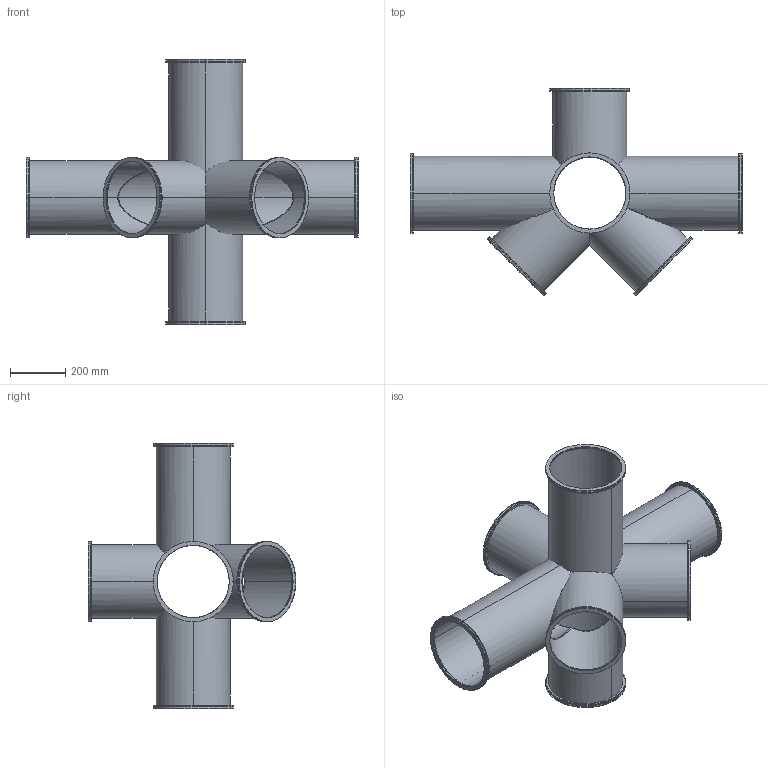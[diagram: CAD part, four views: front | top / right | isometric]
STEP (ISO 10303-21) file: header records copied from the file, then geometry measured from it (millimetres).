
FILE_DESCRIPTION(('FreeCAD Model'),'2;1');
FILE_NAME('justPipes.stp' ,'2018-04-24T18:22:42',('Author'),(''), 'Open CASCADE STEP processor 7.2','FreeCAD','Unknown');
FILE_SCHEMA(('AUTOMOTIVE_DESIGN { 1 0 10303 214 1 1 1 1 }'));
Length unit declared in the file: millimetre
Products named in the file (13): DN-250-ISO-G006; DN-250-ISO-G_AF001; SOLID007; DN-250-ISO-G008; DN-250-ISO-G009; SOLID006; DN-250-ISO-G007; DN-250-ISO-G010; DN-250-ISO-G011; SOLID008; SOLID009; SOLID010; SOLID011
Bounding box: 1200 x 751.23 x 960 mm (x, y, z)
Volume: 6323889 mm3; surface area: 4081243.1 mm2
Topology: 13 solids, 13 shells, 152 faces, 392 edges, 280 vertices
Faces by surface type: cylinder 96, plane 42, torus 14
Full cylindrical faces by diameter (mm): 260.6 x7, 261 x7, 267 x7, 285.2 x7, 290 x14
Entity records: 19400 total; most frequent: CARTESIAN_POINT 11729, DIRECTION 1258, ORIENTED_EDGE 784, PCURVE 784, DEFINITIONAL_REPRESENTATION 784, LINE 420, VECTOR 420, EDGE_CURVE 392
